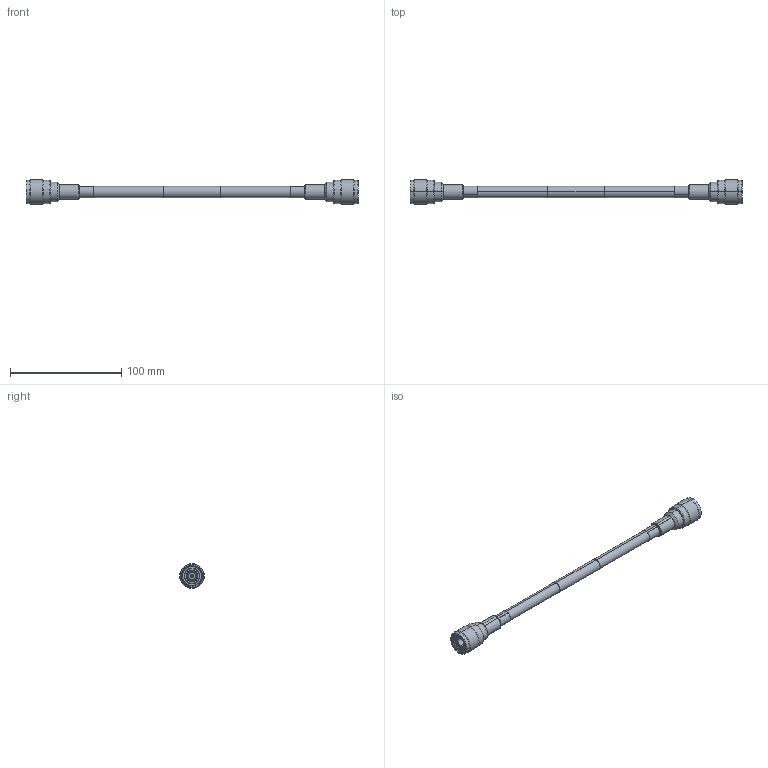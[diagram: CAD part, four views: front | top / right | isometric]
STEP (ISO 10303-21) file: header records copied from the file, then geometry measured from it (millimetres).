
FILE_DESCRIPTION (( 'STEP AP214' ), '1' );
FILE_NAME ('FMC00723_3D.step', '2023-03-06T20:18:32', ( '' ), ( '' ), 'SwSTEP 2.0', 'SolidWorks 2022', '' );
FILE_SCHEMA (( 'AUTOMOTIVE_DESIGN' ));
Length unit declared in the file: inch
Products named in the file (4): RG393 Ø.390 jacket^FMC00723; heat shrink^FMC00723_shrunk; FMCN1092^FMC00723_exp; FMC00723_3D
Assembly tree (5 placements, depth 2):
  FMC00723_3D
    RG393 Ø.390 jacket^FMC00723
    FMCN1092^FMC00723_exp  x2
    heat shrink^FMC00723_shrunk  x2
Bounding box: 297.8 x 22 x 22 mm (x, y, z)
Volume: 31587.9 mm3; surface area: 28480.2 mm2
Topology: 8 solids, 10 shells, 342 faces, 810 edges, 502 vertices
Faces by surface type: cylinder 152, plane 96, cone 72, torus 16, bspline 6
Entity records: 7683 total; most frequent: CARTESIAN_POINT 3206, DIRECTION 870, ORIENTED_EDGE 824, EDGE_CURVE 412, AXIS2_PLACEMENT_3D 351, VERTEX_POINT 257, EDGE_LOOP 191, FACE_OUTER_BOUND 176
